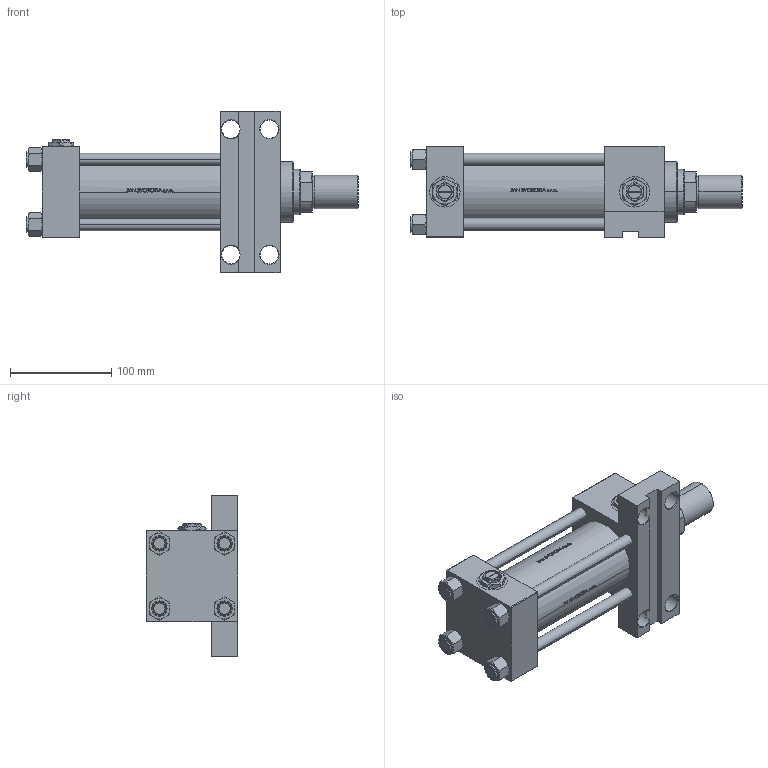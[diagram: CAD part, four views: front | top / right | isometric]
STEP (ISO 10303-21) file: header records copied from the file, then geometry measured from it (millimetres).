
FILE_DESCRIPTION (( 'STEP AP203' ), '1' );
FILE_NAME ('afc3.STEP', '2022-04-16T02:54:30', ( '' ), ( '' ), 'SwSTEP 2.0', 'SolidWorks 2019', '' );
FILE_SCHEMA (( 'CONFIG_CONTROL_DESIGN' ));
Length unit declared in the file: millimetre
Products named in the file (8): ROD_END_AH 964f256a9de428de37c0370197eb5495; NUT_M5_F 964f256a9de428de37c0370197eb5495; V215CR_VCP_F 964f256a9de428de37c0370197eb5495; V215CR_F_TYCINKA 964f256a9de428de37c0370197eb5495; V215CR_F_Body 964f256a9de428de37c0370197eb5495; afc3; Zatka_pro_OIL_PORT 964f256a9de428de37c0370197eb5495; V215_VC_A 964f256a9de428de37c0370197eb5495
Assembly tree (14 placements, depth 2):
  afc3
    V215CR_F_Body 964f256a9de428de37c0370197eb5495
    V215CR_VCP_F 964f256a9de428de37c0370197eb5495
    V215CR_F_TYCINKA 964f256a9de428de37c0370197eb5495  x4
    NUT_M5_F 964f256a9de428de37c0370197eb5495  x4
    V215_VC_A 964f256a9de428de37c0370197eb5495
    ROD_END_AH 964f256a9de428de37c0370197eb5495
    Zatka_pro_OIL_PORT 964f256a9de428de37c0370197eb5495  x2
Bounding box: 328 x 90 x 160 mm (x, y, z)
Volume: 1314771.6 mm3; surface area: 273034.7 mm2
Topology: 14 solids, 14 shells, 1228 faces, 3078 edges, 1966 vertices
Faces by surface type: plane 491, bspline 380, cone 198, cylinder 149, torus 10
Entity records: 50777 total; most frequent: CARTESIAN_POINT 26737, ORIENTED_EDGE 5456, DIRECTION 3508, EDGE_CURVE 2728, VERTEX_POINT 1764, VECTOR 1380, LINE 1380, EDGE_LOOP 1176
